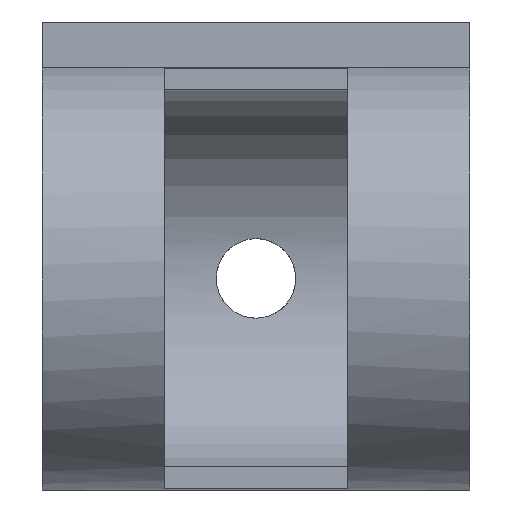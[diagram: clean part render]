
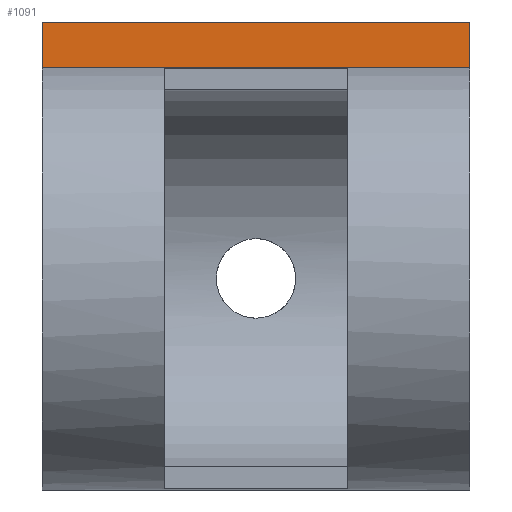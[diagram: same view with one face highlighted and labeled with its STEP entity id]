
A CAD part, front view. The second image highlights one B-rep face of the part: STEP entity #1091.
In plain terms, the highlighted planar face has unit normal (0, -1, 0).
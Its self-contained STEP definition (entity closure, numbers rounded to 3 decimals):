
#103 = EDGE_CURVE ( 'NONE', #1733, #1075, #122, .T. ) ;
#122 = LINE ( 'NONE', #676, #1200 ) ;
#143 = EDGE_LOOP ( 'NONE', ( #407, #966, #1245, #405 ) ) ;
#156 = EDGE_CURVE ( 'NONE', #242, #1733, #697, .T. ) ;
#174 = CARTESIAN_POINT ( 'NONE',  ( -70., -9., 83.915 ) ) ;
#184 = DIRECTION ( 'NONE',  ( 0., 0., -1. ) ) ;
#194 = FACE_OUTER_BOUND ( 'NONE', #143, .T. ) ;
#242 = VERTEX_POINT ( 'NONE', #511 ) ;
#299 = VECTOR ( 'NONE', #590, 1000. ) ;
#359 = DIRECTION ( 'NONE',  ( 0., 0., 1. ) ) ;
#405 = ORIENTED_EDGE ( 'NONE', *, *, #988, .T. ) ;
#407 = ORIENTED_EDGE ( 'NONE', *, *, #1009, .T. ) ;
#434 = CARTESIAN_POINT ( 'NONE',  ( 70., -9., 83.915 ) ) ;
#511 = CARTESIAN_POINT ( 'NONE',  ( 70., -9., 83.915 ) ) ;
#590 = DIRECTION ( 'NONE',  ( -1., 0., 0. ) ) ;
#676 = CARTESIAN_POINT ( 'NONE',  ( 70., -9., 68.915 ) ) ;
#697 = LINE ( 'NONE', #434, #1368 ) ;
#717 = CARTESIAN_POINT ( 'NONE',  ( 70., -9., 83.915 ) ) ;
#773 = CARTESIAN_POINT ( 'NONE',  ( -70., -9., 68.915 ) ) ;
#814 = CARTESIAN_POINT ( 'NONE',  ( -70., -9., 83.915 ) ) ;
#941 = VERTEX_POINT ( 'NONE', #814 ) ;
#966 = ORIENTED_EDGE ( 'NONE', *, *, #103, .F. ) ;
#988 = EDGE_CURVE ( 'NONE', #242, #941, #1426, .T. ) ;
#1009 = EDGE_CURVE ( 'NONE', #941, #1075, #1279, .T. ) ;
#1038 = DIRECTION ( 'NONE',  ( 0., 1., 0. ) ) ;
#1075 = VERTEX_POINT ( 'NONE', #773 ) ;
#1085 = DIRECTION ( 'NONE',  ( -1., 0., 0. ) ) ;
#1091 = ADVANCED_FACE ( 'NONE', ( #194 ), #1163, .F. ) ;
#1163 = PLANE ( 'NONE',  #1722 ) ;
#1200 = VECTOR ( 'NONE', #1085, 1000. ) ;
#1245 = ORIENTED_EDGE ( 'NONE', *, *, #156, .F. ) ;
#1255 = DIRECTION ( 'NONE',  ( 0., 0., -1. ) ) ;
#1279 = LINE ( 'NONE', #174, #1779 ) ;
#1368 = VECTOR ( 'NONE', #1255, 1000. ) ;
#1369 = CARTESIAN_POINT ( 'NONE',  ( 70., -9., 68.915 ) ) ;
#1426 = LINE ( 'NONE', #717, #299 ) ;
#1607 = CARTESIAN_POINT ( 'NONE',  ( 70., -9., 83.915 ) ) ;
#1722 = AXIS2_PLACEMENT_3D ( 'NONE', #1607, #1038, #359 ) ;
#1733 = VERTEX_POINT ( 'NONE', #1369 ) ;
#1779 = VECTOR ( 'NONE', #184, 1000. ) ;
